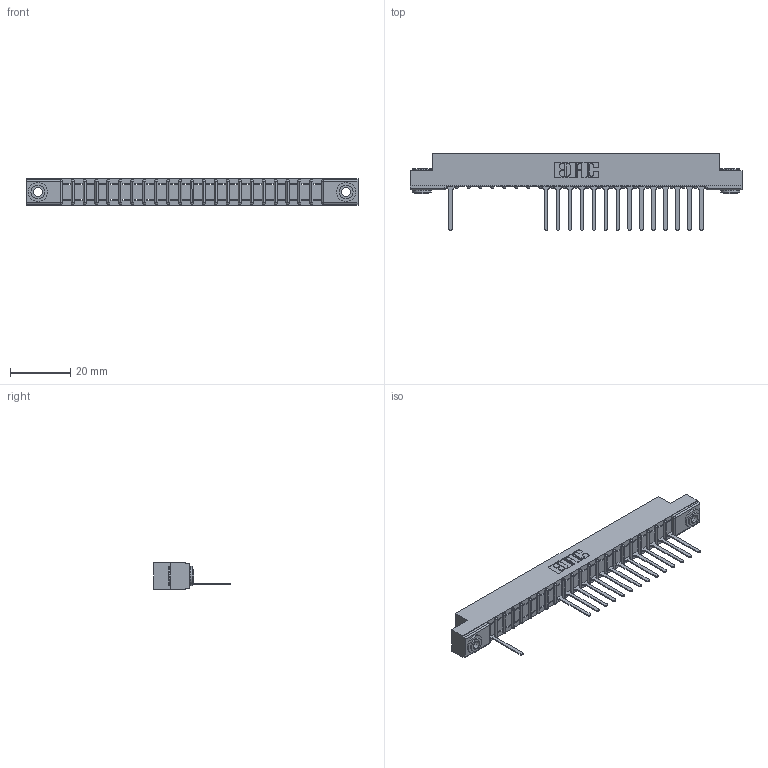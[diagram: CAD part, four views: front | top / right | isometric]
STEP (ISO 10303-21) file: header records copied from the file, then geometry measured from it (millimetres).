
FILE_DESCRIPTION (( 'STEP AP203' ), '1' );
FILE_NAME ('307-022-547-103.STEP', '2018-08-04T03:23:02', ( '' ), ( '' ), 'SwSTEP 2.0', 'SolidWorks 2016', '' );
FILE_SCHEMA (( 'CONFIG_CONTROL_DESIGN' ));
Length unit declared in the file: inch
Products named in the file (4): 307 Part_.156 Dia Mounting Holes; 307-290-001_547; 345-250-002_345-250-002-102; 307-022-547-103
Assembly tree (18 placements, depth 2):
  307-022-547-103
    307 Part_.156 Dia Mounting Holes
    307-290-001_547  x15
    345-250-002_345-250-002-102  x2
Bounding box: 110.19 x 25.43 x 8.71 mm (x, y, z)
Volume: 6891.1 mm3; surface area: 10524.9 mm2
Topology: 18 solids, 18 shells, 1173 faces, 3313 edges, 2122 vertices
Faces by surface type: plane 733, cylinder 386, sphere 46, cone 8
Entity records: 22135 total; most frequent: CARTESIAN_POINT 3730, ORIENTED_EDGE 3714, DIRECTION 3647, EDGE_CURVE 1857, VECTOR 1409, LINE 1409, VERTEX_POINT 1202, AXIS2_PLACEMENT_3D 1119
